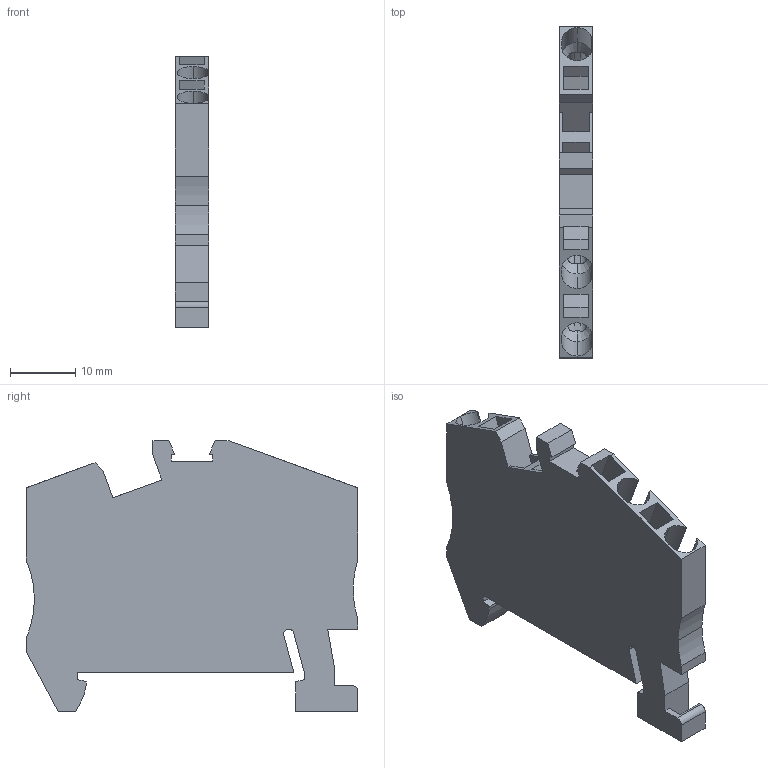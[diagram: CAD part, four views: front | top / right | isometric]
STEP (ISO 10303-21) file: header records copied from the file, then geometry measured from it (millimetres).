
FILE_DESCRIPTION(('STEP AP214'),'1');
FILE_NAME('cctmp_B155E230-B423-493D-8051-5ABB987A9D90_2023_07_24_21_43_11_0616..stp','2023-07-24T19:43:11',('SIEMENS A&D'),('CADClick - www.CADClick.com'),'Spatial InterOp 3D postprocessed',' ','unknown authorization');
FILE_SCHEMA(('AUTOMOTIVE_DESIGN'));
Length unit declared in the file: millimetre
Products named in the file (1): 2023_07_24_21_43_11_0601
Bounding box: 5.15 x 50.8 x 41.5 mm (x, y, z)
Volume: 7072.5 mm3; surface area: 5557 mm2
Topology: 1 solids, 1 shells, 154 faces, 428 edges, 278 vertices
Faces by surface type: plane 104, cylinder 38, cone 12
Entity records: 7319 total; most frequent: CARTESIAN_POINT 2916, ORIENTED_EDGE 856, DIRECTION 760, EDGE_CURVE 428, LINE 316, VECTOR 316, VERTEX_POINT 278, AXIS2_PLACEMENT_3D 222
